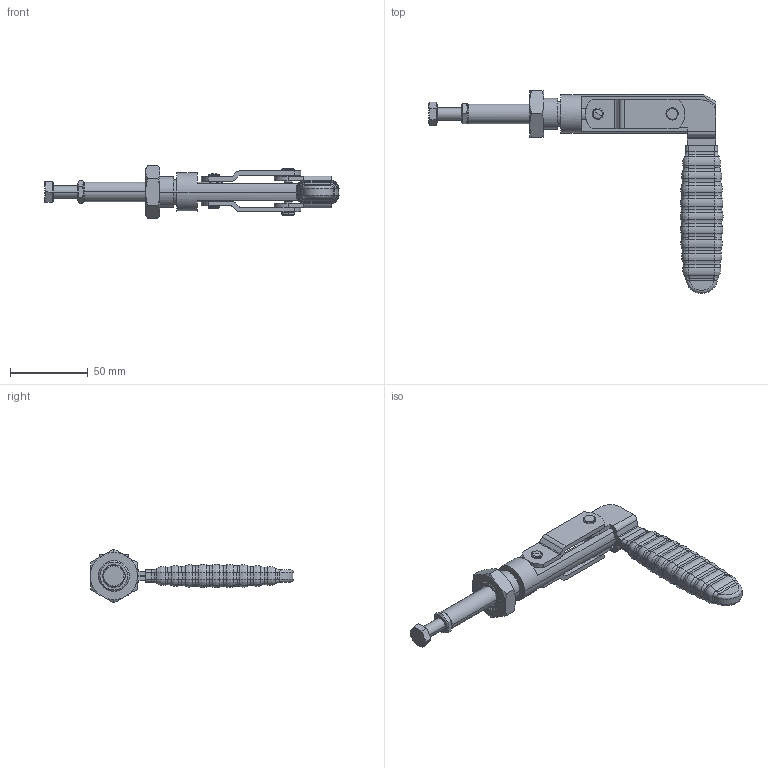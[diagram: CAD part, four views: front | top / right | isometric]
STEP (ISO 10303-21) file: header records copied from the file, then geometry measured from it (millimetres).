
FILE_DESCRIPTION((''),'2;1');
FILE_NAME('CP45.stp','2009-10-27T15:34:02',('David'),(''),'Autodesk Inventor 8','Autodesk Inventor 8','');
FILE_SCHEMA(('AUTOMOTIVE_DESIGN { 1 0 10303 214 1 1 1 1 }'));
Length unit declared in the file: millimetre
Products named in the file (8): CP45; CP45 BODY; CP45 HANDLE ASSEMBLY; CP45 LINK ASSEMBLY; CP50 PLUNGER TO SAMPLE; ISO 4035 - M8; CP50 NUT; ISO 4017  (Regular Thread) M8 x 40
Assembly tree (7 placements, depth 2):
  CP45
    CP45 BODY
    CP45 HANDLE ASSEMBLY
    CP45 LINK ASSEMBLY
    CP50 PLUNGER TO SAMPLE
    ISO 4035 - M8
    CP50 NUT
    ISO 4017  (Regular Thread) M8 x 40
Bounding box: 189.65 x 130.76 x 34.64 mm (x, y, z)
Volume: 80241 mm3; surface area: 40392.9 mm2
Topology: 7 solids, 7 shells, 479 faces, 1160 edges, 703 vertices
Faces by surface type: cylinder 180, bspline 148, plane 83, cone 56, torus 10, sphere 2
Entity records: 17706 total; most frequent: CARTESIAN_POINT 6570, DIRECTION 2432, ORIENTED_EDGE 2300, EDGE_CURVE 1150, AXIS2_PLACEMENT_3D 1016, VERTEX_POINT 703, CIRCLE 670, EDGE_LOOP 515
